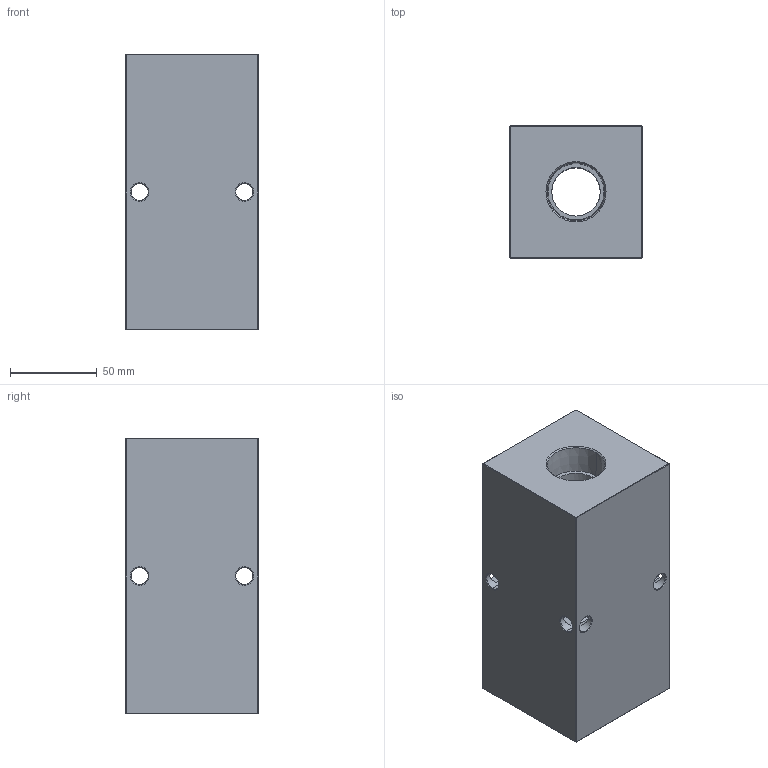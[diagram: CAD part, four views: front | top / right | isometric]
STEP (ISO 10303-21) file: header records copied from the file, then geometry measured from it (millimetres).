
FILE_DESCRIPTION (( 'STEP AP214' ), '1' );
FILE_NAME ('HM-2-0-P-16-16.STEP', '2019-07-13T13:58:53', ( '' ), ( '' ), 'SwSTEP 2.0', 'SolidWorks 2018', '' );
FILE_SCHEMA (( 'AUTOMOTIVE_DESIGN' ));
Length unit declared in the file: inch
Products named in the file (1): HM-2-0-P-16-16
Bounding box: 76.2 x 76.2 x 158.75 mm (x, y, z)
Volume: 754076.4 mm3; surface area: 82931.6 mm2
Topology: 1 solids, 1 shells, 492 faces, 1282 edges, 832 vertices
Faces by surface type: plane 251, bspline 183, cylinder 30, cone 28
Entity records: 30156 total; most frequent: CARTESIAN_POINT 13206, ORIENTED_EDGE 2564, DIRECTION 1564, EDGE_CURVE 1282, VERTEX_POINT 832, LINE 808, VECTOR 808, EDGE_LOOP 554
